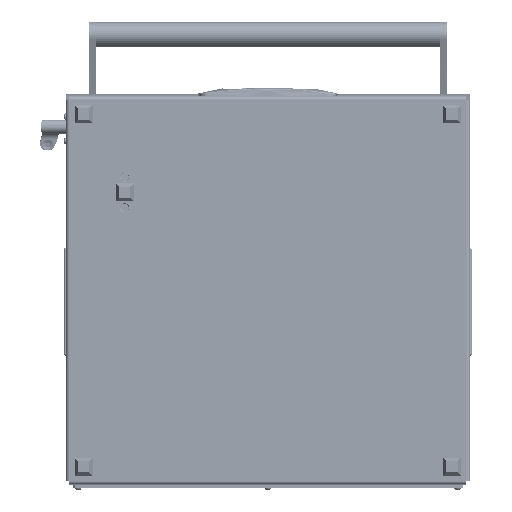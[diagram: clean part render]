
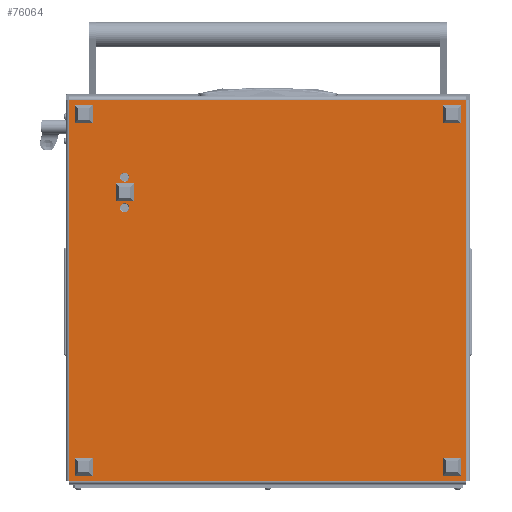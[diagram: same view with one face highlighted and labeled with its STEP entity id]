
A CAD part, front view. The second image highlights one B-rep face of the part: STEP entity #76064.
In plain terms, the highlighted face is planar.
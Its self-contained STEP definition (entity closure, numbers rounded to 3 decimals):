
#638 = CARTESIAN_POINT ( 'NONE',  ( 2., 0., 0. ) ) ;
#1570 = ORIENTED_EDGE ( 'NONE', *, *, #58012, .F. ) ;
#2450 = CARTESIAN_POINT ( 'NONE',  ( 436., 0., 0. ) ) ;
#2519 = EDGE_LOOP ( 'NONE', ( #78230, #117189, #117415, #68957 ) ) ;
#2681 = VERTEX_POINT ( 'NONE', #638 ) ;
#3329 = CIRCLE ( 'NONE', #51598, 5.2 ) ;
#3784 = CIRCLE ( 'NONE', #97140, 5.2 ) ;
#4996 = DIRECTION ( 'NONE',  ( -1., 0., 0. ) ) ;
#5345 = DIRECTION ( 'NONE',  ( 0., 0., -1. ) ) ;
#11149 = CARTESIAN_POINT ( 'NONE',  ( 119.8, 389., 0. ) ) ;
#13501 = DIRECTION ( 'NONE',  ( 0., 0., -1. ) ) ;
#15367 = VERTEX_POINT ( 'NONE', #45376 ) ;
#18768 = AXIS2_PLACEMENT_3D ( 'NONE', #53787, #62206, #71437 ) ;
#19324 = ORIENTED_EDGE ( 'NONE', *, *, #27575, .F. ) ;
#21887 = VECTOR ( 'NONE', #40033, 1000. ) ;
#23631 = FACE_OUTER_BOUND ( 'NONE', #2519, .T. ) ;
#27575 = EDGE_CURVE ( 'NONE', #56731, #90091, #3329, .T. ) ;
#30016 = VECTOR ( 'NONE', #89900, 1000. ) ;
#30415 = DIRECTION ( 'NONE',  ( 0., 0., -1. ) ) ;
#32927 = CARTESIAN_POINT ( 'NONE',  ( 125., 389., 0. ) ) ;
#33691 = EDGE_CURVE ( 'NONE', #83640, #49456, #108429, .T. ) ;
#37895 = VECTOR ( 'NONE', #81675, 1000. ) ;
#39683 = DIRECTION ( 'NONE',  ( -1., 0., 0. ) ) ;
#39723 = EDGE_CURVE ( 'NONE', #103304, #15367, #76748, .T. ) ;
#40033 = DIRECTION ( 'NONE',  ( -1., 0., 0. ) ) ;
#41024 = DIRECTION ( 'NONE',  ( -1., 0., 0. ) ) ;
#41308 = CARTESIAN_POINT ( 'NONE',  ( 130.2, 389., 0. ) ) ;
#42137 = EDGE_CURVE ( 'NONE', #2681, #74959, #100630, .T. ) ;
#45376 = CARTESIAN_POINT ( 'NONE',  ( 436., 0., 0. ) ) ;
#46277 = CARTESIAN_POINT ( 'NONE',  ( 84.8, 389., 0. ) ) ;
#49456 = VERTEX_POINT ( 'NONE', #117435 ) ;
#51598 = AXIS2_PLACEMENT_3D ( 'NONE', #32927, #78792, #41024 ) ;
#53787 = CARTESIAN_POINT ( 'NONE',  ( 90., 389., 0. ) ) ;
#55355 = FACE_BOUND ( 'NONE', #114297, .T. ) ;
#56201 = PLANE ( 'NONE',  #93961 ) ;
#56731 = VERTEX_POINT ( 'NONE', #11149 ) ;
#58012 = EDGE_CURVE ( 'NONE', #49456, #83640, #117375, .T. ) ;
#59709 = FACE_BOUND ( 'NONE', #70677, .T. ) ;
#59778 = DIRECTION ( 'NONE',  ( -1., 0., 0. ) ) ;
#59931 = ORIENTED_EDGE ( 'NONE', *, *, #33691, .F. ) ;
#60189 = CARTESIAN_POINT ( 'NONE',  ( 90., 389., 0. ) ) ;
#61136 = CARTESIAN_POINT ( 'NONE',  ( 0., 452., 0. ) ) ;
#61526 = EDGE_CURVE ( 'NONE', #90091, #56731, #3784, .T. ) ;
#62206 = DIRECTION ( 'NONE',  ( 0., 0., -1. ) ) ;
#65424 = CARTESIAN_POINT ( 'NONE',  ( 0., 452., 0. ) ) ;
#68957 = ORIENTED_EDGE ( 'NONE', *, *, #39723, .T. ) ;
#69362 = LINE ( 'NONE', #2450, #21887 ) ;
#70677 = EDGE_LOOP ( 'NONE', ( #19324, #95949 ) ) ;
#71437 = DIRECTION ( 'NONE',  ( -1., 0., 0. ) ) ;
#74959 = VERTEX_POINT ( 'NONE', #103290 ) ;
#76064 = ADVANCED_FACE ( 'NONE', ( #55355, #59709, #23631 ), #56201, .T. ) ;
#76748 = LINE ( 'NONE', #100252, #37895 ) ;
#78230 = ORIENTED_EDGE ( 'NONE', *, *, #118391, .T. ) ;
#78792 = DIRECTION ( 'NONE',  ( 0., 0., -1. ) ) ;
#81675 = DIRECTION ( 'NONE',  ( 0., -1., 0. ) ) ;
#83640 = VERTEX_POINT ( 'NONE', #46277 ) ;
#84190 = DIRECTION ( 'NONE',  ( -1., 0., 0. ) ) ;
#86437 = CARTESIAN_POINT ( 'NONE',  ( 125., 389., 0. ) ) ;
#87875 = EDGE_CURVE ( 'NONE', #103304, #74959, #89099, .T. ) ;
#89099 = LINE ( 'NONE', #61136, #90490 ) ;
#89900 = DIRECTION ( 'NONE',  ( 0., 1., 0. ) ) ;
#90091 = VERTEX_POINT ( 'NONE', #41308 ) ;
#90490 = VECTOR ( 'NONE', #84190, 1000. ) ;
#93961 = AXIS2_PLACEMENT_3D ( 'NONE', #65424, #30415, #39683 ) ;
#94874 = AXIS2_PLACEMENT_3D ( 'NONE', #60189, #5345, #59778 ) ;
#95949 = ORIENTED_EDGE ( 'NONE', *, *, #61526, .F. ) ;
#97140 = AXIS2_PLACEMENT_3D ( 'NONE', #86437, #13501, #4996 ) ;
#98380 = CARTESIAN_POINT ( 'NONE',  ( 436., 452., 0. ) ) ;
#98481 = CARTESIAN_POINT ( 'NONE',  ( 2., 0., 0. ) ) ;
#100252 = CARTESIAN_POINT ( 'NONE',  ( 436., 452., 0. ) ) ;
#100630 = LINE ( 'NONE', #98481, #30016 ) ;
#103290 = CARTESIAN_POINT ( 'NONE',  ( 2., 452., 0. ) ) ;
#103304 = VERTEX_POINT ( 'NONE', #98380 ) ;
#108429 = CIRCLE ( 'NONE', #94874, 5.2 ) ;
#114297 = EDGE_LOOP ( 'NONE', ( #59931, #1570 ) ) ;
#117189 = ORIENTED_EDGE ( 'NONE', *, *, #42137, .T. ) ;
#117375 = CIRCLE ( 'NONE', #18768, 5.2 ) ;
#117415 = ORIENTED_EDGE ( 'NONE', *, *, #87875, .F. ) ;
#117435 = CARTESIAN_POINT ( 'NONE',  ( 95.2, 389., 0. ) ) ;
#118391 = EDGE_CURVE ( 'NONE', #15367, #2681, #69362, .T. ) ;
